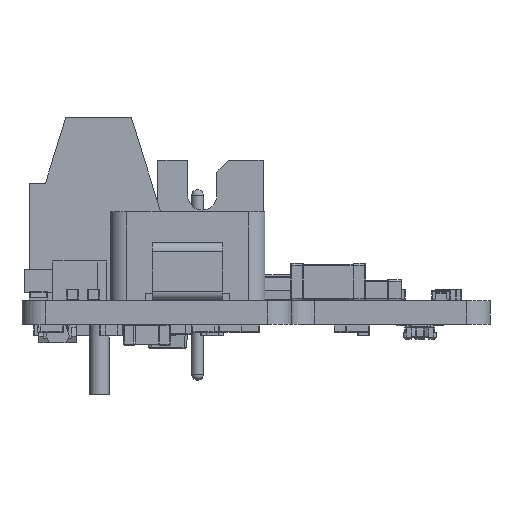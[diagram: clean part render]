
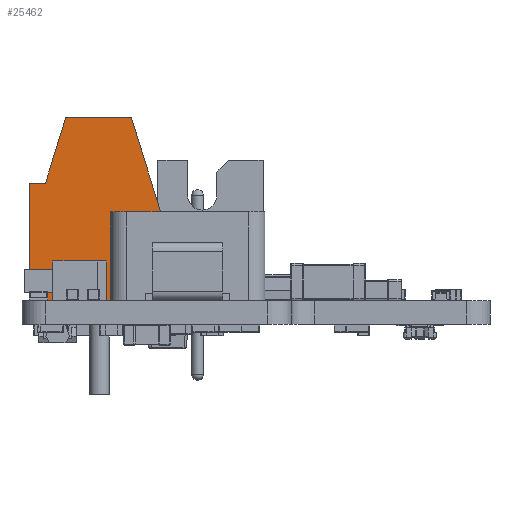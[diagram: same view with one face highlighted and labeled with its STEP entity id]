
A CAD part, front view. The second image highlights one B-rep face of the part: STEP entity #25462.
In plain terms, the highlighted face is planar.
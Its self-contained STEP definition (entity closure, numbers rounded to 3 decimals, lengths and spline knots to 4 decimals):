
#18670=FACE_OUTER_BOUND('NONE',#21304,.T.);
#21304=EDGE_LOOP('NONE',(#42449,#42474,#42405,#42313,#42447,#42482,#42367));
#23093=PLANE('NONE',#30798);
#25462=ADVANCED_FACE('NONE',(#18670),#23093,.F.);
#30798=AXIS2_PLACEMENT_3D('NONE',#95411,#75502,#75344);
#42313=ORIENTED_EDGE('NONE',*,*,#50106,.F.);
#42367=ORIENTED_EDGE('NONE',*,*,#50107,.F.);
#42405=ORIENTED_EDGE('NONE',*,*,#50097,.F.);
#42447=ORIENTED_EDGE('NONE',*,*,#50054,.F.);
#42449=ORIENTED_EDGE('NONE',*,*,#50053,.F.);
#42474=ORIENTED_EDGE('NONE',*,*,#50031,.F.);
#42482=ORIENTED_EDGE('NONE',*,*,#50123,.F.);
#50031=EDGE_CURVE('NONE',#63955,#63963,#59854,.T.);
#50053=EDGE_CURVE('NONE',#63963,#63926,#59810,.T.);
#50054=EDGE_CURVE('NONE',#63932,#63967,#59803,.T.);
#50097=EDGE_CURVE('NONE',#63969,#63955,#59825,.T.);
#50106=EDGE_CURVE('NONE',#63967,#63969,#59806,.T.);
#50107=EDGE_CURVE('NONE',#63926,#63981,#59853,.T.);
#50123=EDGE_CURVE('NONE',#63981,#63932,#59774,.T.);
#55115=VECTOR('NONE',#75554,1000.);
#55125=VECTOR('NONE',#75385,1000.);
#55131=VECTOR('NONE',#75525,1000.);
#55168=VECTOR('NONE',#75414,1000.);
#55170=VECTOR('NONE',#75532,1000.);
#55175=VECTOR('NONE',#75390,1000.);
#55194=VECTOR('NONE',#75485,1000.);
#59774=LINE('NONE',#95382,#55170);
#59803=LINE('NONE',#95564,#55125);
#59806=LINE('NONE',#95450,#55194);
#59810=LINE('NONE',#95527,#55131);
#59825=LINE('NONE',#95560,#55175);
#59853=LINE('NONE',#95506,#55115);
#59854=LINE('NONE',#95365,#55168);
#63926=VERTEX_POINT('NONE',#95514);
#63932=VERTEX_POINT('NONE',#95453);
#63955=VERTEX_POINT('NONE',#95550);
#63963=VERTEX_POINT('NONE',#95540);
#63967=VERTEX_POINT('NONE',#95414);
#63969=VERTEX_POINT('NONE',#95528);
#63981=VERTEX_POINT('NONE',#95394);
#75344=DIRECTION('NONE',(0.,0.,-1.));
#75385=DIRECTION('NONE',(0.,0.,1.));
#75390=DIRECTION('NONE',(0.,0.,1.));
#75414=DIRECTION('NONE',(0.,-0.954,0.298));
#75485=DIRECTION('NONE',(0.,0.955,0.298));
#75502=DIRECTION('NONE',(1.,0.,0.));
#75525=DIRECTION('NONE',(0.,-1.,0.));
#75532=DIRECTION('NONE',(0.,1.,0.));
#75554=DIRECTION('NONE',(0.,0.,-1.));
#95365=CARTESIAN_POINT('NONE',(0.,7.8264,4.3682));
#95382=CARTESIAN_POINT('NONE',(0.,0.,0.));
#95394=CARTESIAN_POINT('NONE',(0.,0.,0.));
#95411=CARTESIAN_POINT('NONE',(0.,3.4754,2.8985));
#95414=CARTESIAN_POINT('NONE',(0.,5.0299,0.6997));
#95450=CARTESIAN_POINT('NONE',(0.,5.0299,0.6997));
#95453=CARTESIAN_POINT('NONE',(0.,5.0299,0.));
#95506=CARTESIAN_POINT('NONE',(0.,0.,6.022));
#95514=CARTESIAN_POINT('NONE',(0.,0.,6.022));
#95527=CARTESIAN_POINT('NONE',(0.,2.5341,6.022));
#95528=CARTESIAN_POINT('NONE',(0.,7.8264,1.5717));
#95540=CARTESIAN_POINT('NONE',(0.,2.5341,6.022));
#95550=CARTESIAN_POINT('NONE',(0.,7.8264,4.3682));
#95560=CARTESIAN_POINT('NONE',(0.,7.8264,2.8985));
#95564=CARTESIAN_POINT('NONE',(0.,5.0299,2.8985));
